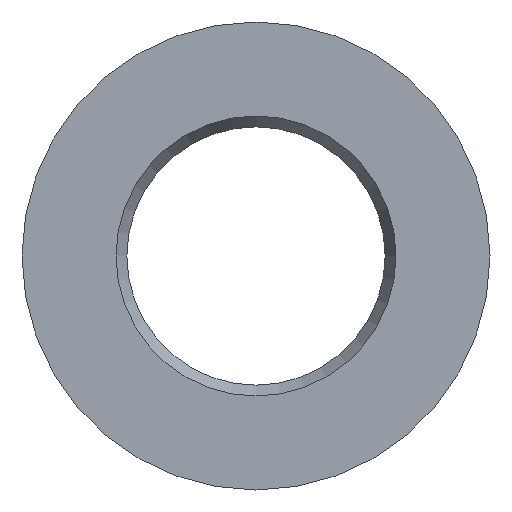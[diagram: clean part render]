
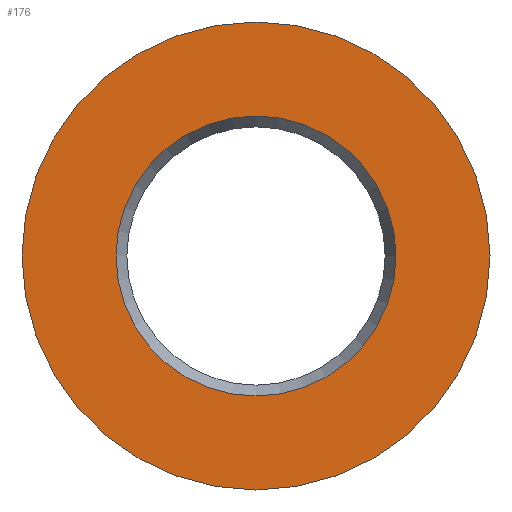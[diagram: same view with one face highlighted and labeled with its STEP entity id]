
A CAD part, front view. The second image highlights one B-rep face of the part: STEP entity #176.
In plain terms, the highlighted planar face has unit normal (0, -1, 0).
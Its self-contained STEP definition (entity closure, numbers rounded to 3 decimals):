
#17=FACE_BOUND('',#51,.T.);
#21=PLANE('',#220);
#36=FACE_OUTER_BOUND('',#50,.T.);
#50=EDGE_LOOP('',(#150));
#51=EDGE_LOOP('',(#151));
#67=CIRCLE('',#199,1.899);
#78=CIRCLE('',#216,3.175);
#81=VERTEX_POINT('',#283);
#91=VERTEX_POINT('',#316);
#94=EDGE_CURVE('',#81,#81,#67,.T.);
#111=EDGE_CURVE('',#91,#91,#78,.T.);
#150=ORIENTED_EDGE('',*,*,#111,.F.);
#151=ORIENTED_EDGE('',*,*,#94,.T.);
#176=ADVANCED_FACE('',(#36,#17),#21,.F.);
#199=AXIS2_PLACEMENT_3D('',#285,#228,#229);
#216=AXIS2_PLACEMENT_3D('',#318,#268,#269);
#220=AXIS2_PLACEMENT_3D('',#322,#276,#277);
#228=DIRECTION('center_axis',(0.,1.,0.));
#229=DIRECTION('ref_axis',(0.,0.,1.));
#268=DIRECTION('center_axis',(0.,1.,0.));
#269=DIRECTION('ref_axis',(0.,0.,1.));
#276=DIRECTION('center_axis',(0.,1.,0.));
#277=DIRECTION('ref_axis',(0.,0.,1.));
#283=CARTESIAN_POINT('',(0.,-4.763,1.899));
#285=CARTESIAN_POINT('Origin',(0.,-4.763,0.));
#316=CARTESIAN_POINT('',(0.,-4.763,-3.175));
#318=CARTESIAN_POINT('Origin',(0.,-4.763,0.));
#322=CARTESIAN_POINT('Origin',(1.588,-4.763,0.));
